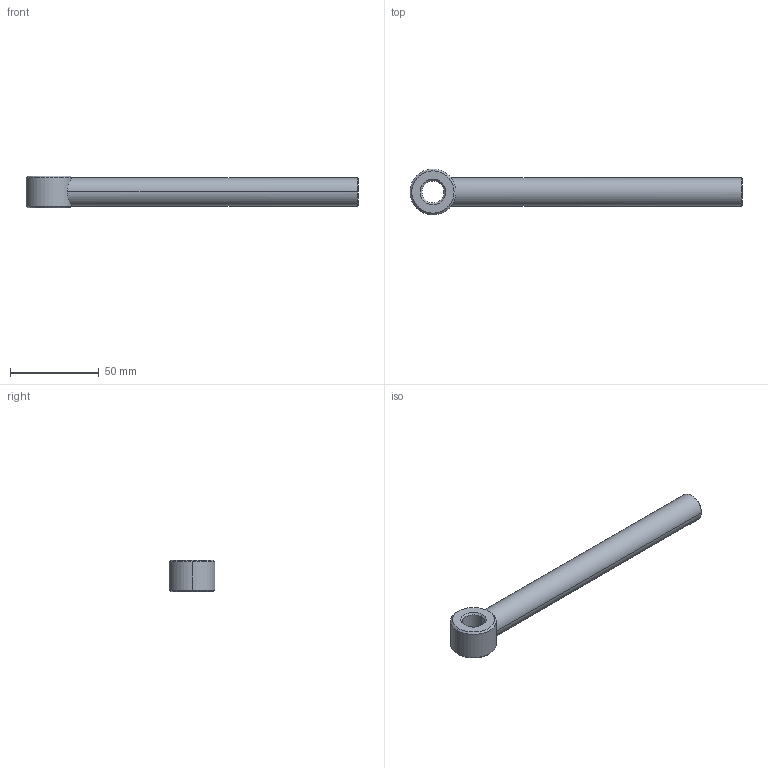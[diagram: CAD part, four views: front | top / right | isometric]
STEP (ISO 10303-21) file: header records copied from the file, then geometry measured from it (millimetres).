
FILE_DESCRIPTION(('CATIA V5 STEP Exchange'),'2;1');
FILE_NAME('axe_verin1.stp','2016-03-06T10:45:41+00:00',('none'),('none'),'CATIA Version 5 Release 17 (IN-10)','CATIA V5 STEP AP203','none');
FILE_SCHEMA(('CONFIG_CONTROL_DESIGN'));
Length unit declared in the file: millimetre
Products named in the file (1): axe_verin
Bounding box: 187.5 x 25.9 x 18 mm (x, y, z)
Volume: 37230.7 mm3; surface area: 12158 mm2
Topology: 1 solids, 1 shells, 29 faces, 61 edges, 35 vertices
Faces by surface type: cone 12, cylinder 12, plane 5
Entity records: 776 total; most frequent: CARTESIAN_POINT 161, ORIENTED_EDGE 118, DIRECTION 99, EDGE_CURVE 59, AXIS2_PLACEMENT_3D 55, VERTEX_POINT 35, EDGE_LOOP 34, CIRCLE 32
